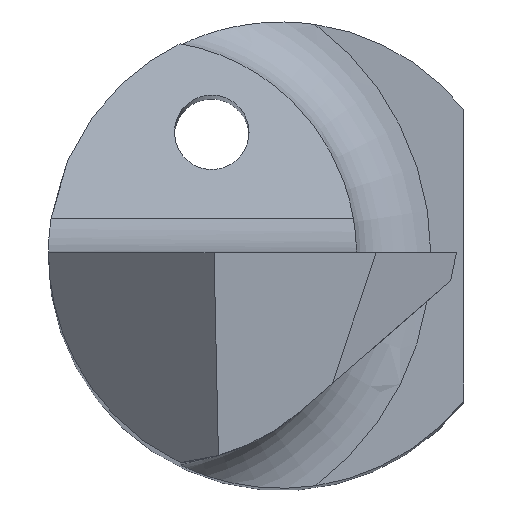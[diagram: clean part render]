
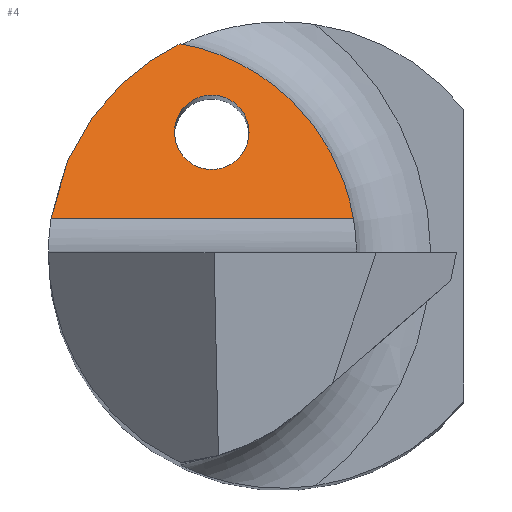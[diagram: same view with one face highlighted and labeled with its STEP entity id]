
A CAD part, top view. The second image highlights one B-rep face of the part: STEP entity #4.
In plain terms, the highlighted planar face has unit normal (0, 0.766, 0.643).
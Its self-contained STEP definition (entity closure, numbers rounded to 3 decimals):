
#4 = ADVANCED_FACE ( 'NONE', ( #481, #736 ), #510, .F. ) ;
#36 = CARTESIAN_POINT ( 'NONE',  ( -1.15, 1.299, 25.133 ) ) ;
#71 = CARTESIAN_POINT ( 'NONE',  ( 0.769, 0.374, 26.235 ) ) ;
#72 = EDGE_CURVE ( 'NONE', #522, #880, #903, .T. ) ;
#73 = DIRECTION ( 'NONE',  ( 0., -0.766, -0.643 ) ) ;
#95 = DIRECTION ( 'NONE',  ( 0., 0.643, -0.766 ) ) ;
#112 = ORIENTED_EDGE ( 'NONE', *, *, #314, .F. ) ;
#131 = ORIENTED_EDGE ( 'NONE', *, *, #588, .T. ) ;
#164 = VERTEX_POINT ( 'NONE', #645 ) ;
#191 = CARTESIAN_POINT ( 'NONE',  ( -1.15, 0.499, 26.087 ) ) ;
#223 = AXIS2_PLACEMENT_3D ( 'NONE', #842, #73, #95 ) ;
#228 = ORIENTED_EDGE ( 'NONE', *, *, #691, .F. ) ;
#253 = CARTESIAN_POINT ( 'NONE',  ( -1.847, 1.883, 24.437 ) ) ;
#267 =( BOUNDED_CURVE ( )  B_SPLINE_CURVE ( 3, ( #822, #981, #808, #71 ),
 .UNSPECIFIED., .F., .T. ) 
 B_SPLINE_CURVE_WITH_KNOTS ( ( 4, 4 ),
 ( 0.174, 1.406 ),
 .UNSPECIFIED. ) 
 CURVE ( )  GEOMETRIC_REPRESENTATION_ITEM ( )  RATIONAL_B_SPLINE_CURVE ( ( 1., 0.877, 0.877, 1. ) ) 
 REPRESENTATION_ITEM ( '' )  );
#293 = CARTESIAN_POINT ( 'NONE',  ( -1.15, 2.099, 24.18 ) ) ;
#299 = CARTESIAN_POINT ( 'NONE',  ( -1.15, 1.299, 25.133 ) ) ;
#306 = CARTESIAN_POINT ( 'NONE',  ( -2.472, 0.374, 26.235 ) ) ;
#314 = EDGE_CURVE ( 'NONE', #880, #522, #971, .T. ) ;
#330 = CARTESIAN_POINT ( 'NONE',  ( -2.5, 0.374, 26.235 ) ) ;
#338 =( BOUNDED_CURVE ( )  B_SPLINE_CURVE ( 3, ( #306, #865, #253, #729 ),
 .UNSPECIFIED., .F., .T. ) 
 B_SPLINE_CURVE_WITH_KNOTS ( ( 4, 4 ),
 ( 4.863, 5.832 ),
 .UNSPECIFIED. ) 
 CURVE ( )  GEOMETRIC_REPRESENTATION_ITEM ( )  RATIONAL_B_SPLINE_CURVE ( ( 1., 0.923, 0.923, 1. ) ) 
 REPRESENTATION_ITEM ( '' )  );
#366 = CARTESIAN_POINT ( 'NONE',  ( -0.35, 2.099, 24.18 ) ) ;
#374 = CARTESIAN_POINT ( 'NONE',  ( -2.472, 0.374, 26.235 ) ) ;
#408 = DIRECTION ( 'NONE',  ( 1., 0., 0. ) ) ;
#445 = ORIENTED_EDGE ( 'NONE', *, *, #72, .F. ) ;
#457 = CARTESIAN_POINT ( 'NONE',  ( -0.35, 1.299, 25.133 ) ) ;
#481 = FACE_BOUND ( 'NONE', #523, .T. ) ;
#510 = PLANE ( 'NONE',  #223 ) ;
#522 = VERTEX_POINT ( 'NONE', #457 ) ;
#523 = EDGE_LOOP ( 'NONE', ( #112, #445 ) ) ;
#588 = EDGE_CURVE ( 'NONE', #914, #164, #882, .T. ) ;
#645 = CARTESIAN_POINT ( 'NONE',  ( 0.769, 0.374, 26.235 ) ) ;
#691 = EDGE_CURVE ( 'NONE', #937, #164, #267, .T. ) ;
#719 = CARTESIAN_POINT ( 'NONE',  ( -1.09, 2.25, 24. ) ) ;
#729 = CARTESIAN_POINT ( 'NONE',  ( -1.09, 2.25, 24. ) ) ;
#736 = FACE_OUTER_BOUND ( 'NONE', #1036, .T. ) ;
#763 = CARTESIAN_POINT ( 'NONE',  ( -0.35, 1.299, 25.133 ) ) ;
#808 = CARTESIAN_POINT ( 'NONE',  ( 0.605, 1.364, 25.056 ) ) ;
#822 = CARTESIAN_POINT ( 'NONE',  ( -1.09, 2.25, 24. ) ) ;
#825 = VECTOR ( 'NONE', #408, 1000. ) ;
#842 = CARTESIAN_POINT ( 'NONE',  ( -2.5, 2.25, 24. ) ) ;
#865 = CARTESIAN_POINT ( 'NONE',  ( -2.346, 1.206, 25.244 ) ) ;
#880 = VERTEX_POINT ( 'NONE', #1035 ) ;
#882 = LINE ( 'NONE', #330, #825 ) ;
#903 =( BOUNDED_CURVE ( )  B_SPLINE_CURVE ( 3, ( #1013, #366, #293, #299 ),
 .UNSPECIFIED., .F., .T. ) 
 B_SPLINE_CURVE_WITH_KNOTS ( ( 4, 4 ),
 ( 4.712, 7.854 ),
 .UNSPECIFIED. ) 
 CURVE ( )  GEOMETRIC_REPRESENTATION_ITEM ( )  RATIONAL_B_SPLINE_CURVE ( ( 1., 0.333, 0.333, 1. ) ) 
 REPRESENTATION_ITEM ( '' )  );
#914 = VERTEX_POINT ( 'NONE', #374 ) ;
#918 = CARTESIAN_POINT ( 'NONE',  ( -0.35, 0.499, 26.087 ) ) ;
#937 = VERTEX_POINT ( 'NONE', #719 ) ;
#971 =( BOUNDED_CURVE ( )  B_SPLINE_CURVE ( 3, ( #36, #191, #918, #763 ),
 .UNSPECIFIED., .F., .T. ) 
 B_SPLINE_CURVE_WITH_KNOTS ( ( 4, 4 ),
 ( 1.571, 4.712 ),
 .UNSPECIFIED. ) 
 CURVE ( )  GEOMETRIC_REPRESENTATION_ITEM ( )  RATIONAL_B_SPLINE_CURVE ( ( 1., 0.333, 0.333, 1. ) ) 
 REPRESENTATION_ITEM ( '' )  );
#981 = CARTESIAN_POINT ( 'NONE',  ( -0.102, 2.077, 24.207 ) ) ;
#994 = EDGE_CURVE ( 'NONE', #914, #937, #338, .T. ) ;
#1010 = ORIENTED_EDGE ( 'NONE', *, *, #994, .F. ) ;
#1013 = CARTESIAN_POINT ( 'NONE',  ( -0.35, 1.299, 25.133 ) ) ;
#1035 = CARTESIAN_POINT ( 'NONE',  ( -1.15, 1.299, 25.133 ) ) ;
#1036 = EDGE_LOOP ( 'NONE', ( #131, #228, #1010 ) ) ;
